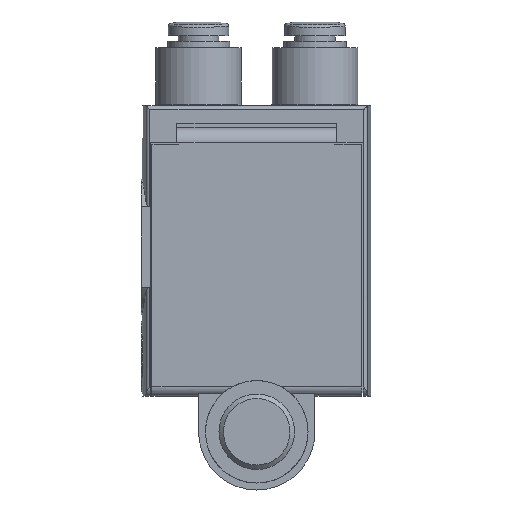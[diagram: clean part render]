
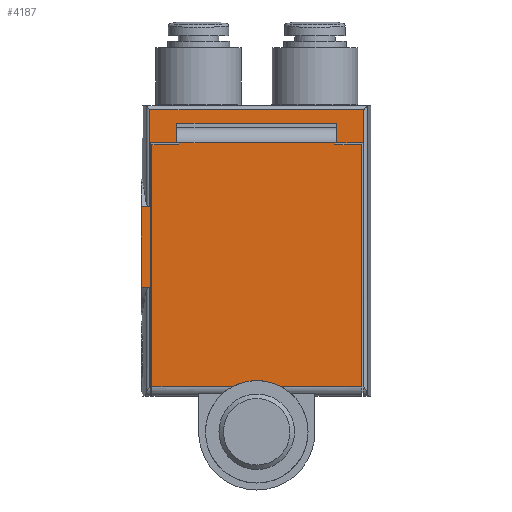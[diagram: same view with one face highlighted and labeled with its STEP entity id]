
A CAD part, front view. The second image highlights one B-rep face of the part: STEP entity #4187.
In plain terms, the highlighted planar face has unit normal (0, -1, 0).
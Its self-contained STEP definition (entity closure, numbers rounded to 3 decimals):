
#47=PLANE('',#4409);
#239=LINE('',#5605,#503);
#240=LINE('',#5613,#504);
#253=LINE('',#5664,#517);
#255=LINE('',#5678,#519);
#257=LINE('',#5696,#521);
#258=LINE('',#5698,#522);
#259=LINE('',#5700,#523);
#260=LINE('',#5702,#524);
#261=LINE('',#5704,#525);
#262=LINE('',#5705,#526);
#263=LINE('',#5707,#527);
#264=LINE('',#5709,#528);
#265=LINE('',#5711,#529);
#266=LINE('',#5713,#530);
#267=LINE('',#5715,#531);
#268=LINE('',#5717,#532);
#269=LINE('',#5718,#533);
#270=LINE('',#5720,#534);
#271=LINE('',#5722,#535);
#272=LINE('',#5724,#536);
#273=LINE('',#5726,#537);
#274=LINE('',#5727,#538);
#275=LINE('',#5730,#539);
#276=LINE('',#5732,#540);
#277=LINE('',#5734,#541);
#503=VECTOR('',#4731,1000.);
#504=VECTOR('',#4734,1000.);
#517=VECTOR('',#4771,1000.);
#519=VECTOR('',#4775,1000.);
#521=VECTOR('',#4783,1000.);
#522=VECTOR('',#4784,1000.);
#523=VECTOR('',#4785,1000.);
#524=VECTOR('',#4786,1000.);
#525=VECTOR('',#4787,1000.);
#526=VECTOR('',#4788,1000.);
#527=VECTOR('',#4789,1000.);
#528=VECTOR('',#4790,1000.);
#529=VECTOR('',#4791,1000.);
#530=VECTOR('',#4792,1000.);
#531=VECTOR('',#4793,1000.);
#532=VECTOR('',#4794,1000.);
#533=VECTOR('',#4795,1000.);
#534=VECTOR('',#4796,1000.);
#535=VECTOR('',#4797,1000.);
#536=VECTOR('',#4798,1000.);
#537=VECTOR('',#4799,1000.);
#538=VECTOR('',#4800,1000.);
#539=VECTOR('',#4801,1000.);
#540=VECTOR('',#4802,1000.);
#541=VECTOR('',#4803,1000.);
#844=ORIENTED_EDGE('',*,*,#1692,.F.);
#845=ORIENTED_EDGE('',*,*,#1659,.F.);
#846=ORIENTED_EDGE('',*,*,#1693,.F.);
#847=ORIENTED_EDGE('',*,*,#1694,.T.);
#848=ORIENTED_EDGE('',*,*,#1695,.T.);
#849=ORIENTED_EDGE('',*,*,#1696,.T.);
#850=ORIENTED_EDGE('',*,*,#1697,.T.);
#851=ORIENTED_EDGE('',*,*,#1687,.F.);
#852=ORIENTED_EDGE('',*,*,#1698,.F.);
#853=ORIENTED_EDGE('',*,*,#1699,.T.);
#854=ORIENTED_EDGE('',*,*,#1700,.T.);
#855=ORIENTED_EDGE('',*,*,#1701,.F.);
#856=ORIENTED_EDGE('',*,*,#1702,.T.);
#857=ORIENTED_EDGE('',*,*,#1703,.T.);
#858=ORIENTED_EDGE('',*,*,#1704,.T.);
#859=ORIENTED_EDGE('',*,*,#1683,.F.);
#860=ORIENTED_EDGE('',*,*,#1705,.F.);
#861=ORIENTED_EDGE('',*,*,#1706,.T.);
#862=ORIENTED_EDGE('',*,*,#1707,.T.);
#863=ORIENTED_EDGE('',*,*,#1708,.T.);
#864=ORIENTED_EDGE('',*,*,#1709,.T.);
#865=ORIENTED_EDGE('',*,*,#1661,.F.);
#866=ORIENTED_EDGE('',*,*,#1710,.F.);
#867=ORIENTED_EDGE('',*,*,#1711,.T.);
#868=ORIENTED_EDGE('',*,*,#1712,.T.);
#869=ORIENTED_EDGE('',*,*,#1713,.F.);
#1659=EDGE_CURVE('',#2083,#2079,#239,.T.);
#1661=EDGE_CURVE('',#2084,#2086,#240,.T.);
#1683=EDGE_CURVE('',#2102,#2104,#253,.T.);
#1687=EDGE_CURVE('',#2107,#2108,#255,.T.);
#1692=EDGE_CURVE('',#2079,#2084,#2353,.F.);
#1693=EDGE_CURVE('',#2112,#2083,#257,.T.);
#1694=EDGE_CURVE('',#2112,#2113,#258,.T.);
#1695=EDGE_CURVE('',#2113,#2114,#259,.T.);
#1696=EDGE_CURVE('',#2114,#2115,#260,.T.);
#1697=EDGE_CURVE('',#2115,#2108,#261,.T.);
#1698=EDGE_CURVE('',#2116,#2107,#262,.T.);
#1699=EDGE_CURVE('',#2116,#2117,#263,.T.);
#1700=EDGE_CURVE('',#2117,#2118,#264,.T.);
#1701=EDGE_CURVE('',#2119,#2118,#265,.T.);
#1702=EDGE_CURVE('',#2119,#2120,#266,.T.);
#1703=EDGE_CURVE('',#2120,#2121,#267,.T.);
#1704=EDGE_CURVE('',#2121,#2104,#268,.T.);
#1705=EDGE_CURVE('',#2122,#2102,#269,.T.);
#1706=EDGE_CURVE('',#2122,#2123,#270,.T.);
#1707=EDGE_CURVE('',#2123,#2124,#271,.T.);
#1708=EDGE_CURVE('',#2124,#2125,#272,.T.);
#1709=EDGE_CURVE('',#2125,#2086,#273,.T.);
#1710=EDGE_CURVE('',#2126,#2127,#274,.T.);
#1711=EDGE_CURVE('',#2126,#2128,#275,.T.);
#1712=EDGE_CURVE('',#2128,#2129,#276,.T.);
#1713=EDGE_CURVE('',#2127,#2129,#277,.T.);
#2079=VERTEX_POINT('',#5596);
#2083=VERTEX_POINT('',#5604);
#2084=VERTEX_POINT('',#5611);
#2086=VERTEX_POINT('',#5614);
#2102=VERTEX_POINT('',#5662);
#2104=VERTEX_POINT('',#5665);
#2107=VERTEX_POINT('',#5679);
#2108=VERTEX_POINT('',#5680);
#2112=VERTEX_POINT('',#5697);
#2113=VERTEX_POINT('',#5699);
#2114=VERTEX_POINT('',#5701);
#2115=VERTEX_POINT('',#5703);
#2116=VERTEX_POINT('',#5706);
#2117=VERTEX_POINT('',#5708);
#2118=VERTEX_POINT('',#5710);
#2119=VERTEX_POINT('',#5712);
#2120=VERTEX_POINT('',#5714);
#2121=VERTEX_POINT('',#5716);
#2122=VERTEX_POINT('',#5719);
#2123=VERTEX_POINT('',#5721);
#2124=VERTEX_POINT('',#5723);
#2125=VERTEX_POINT('',#5725);
#2126=VERTEX_POINT('',#5728);
#2127=VERTEX_POINT('',#5729);
#2128=VERTEX_POINT('',#5731);
#2129=VERTEX_POINT('',#5733);
#2353=CIRCLE('',#4410,6.605);
#2438=EDGE_LOOP('',(#844,#845,#846,#847,#848,#849,#850,#851,#852,#853,#854,
#855,#856,#857,#858,#859,#860,#861,#862,#863,#864,#865));
#2439=EDGE_LOOP('',(#866,#867,#868,#869));
#2659=FACE_BOUND('',#2438,.T.);
#2660=FACE_BOUND('',#2439,.T.);
#4187=ADVANCED_FACE('',(#2659,#2660),#47,.F.);
#4409=AXIS2_PLACEMENT_3D('',#5694,#4779,#4780);
#4410=AXIS2_PLACEMENT_3D('',#5695,#4781,#4782);
#4731=DIRECTION('',(-1.,0.,0.));
#4734=DIRECTION('',(-1.,0.,0.));
#4771=DIRECTION('',(-1.,0.,0.));
#4775=DIRECTION('',(-1.,0.,0.));
#4779=DIRECTION('',(0.,1.,0.));
#4780=DIRECTION('',(0.,0.,1.));
#4781=DIRECTION('',(0.,1.,0.));
#4782=DIRECTION('',(0.,0.,1.));
#4783=DIRECTION('',(0.,0.,-1.));
#4784=DIRECTION('',(-1.,0.,0.));
#4785=DIRECTION('',(0.,0.,1.));
#4786=DIRECTION('',(1.,0.,0.));
#4787=DIRECTION('',(0.,0.,-1.));
#4788=DIRECTION('',(0.,0.,-1.));
#4789=DIRECTION('',(-1.,0.,0.));
#4790=DIRECTION('',(0.,0.,-1.));
#4791=DIRECTION('',(1.,0.,0.));
#4792=DIRECTION('',(0.,0.,-1.));
#4793=DIRECTION('',(1.,0.,0.));
#4794=DIRECTION('',(0.,0.,-1.));
#4795=DIRECTION('',(0.,0.,-1.));
#4796=DIRECTION('',(1.,0.,0.));
#4797=DIRECTION('',(0.,0.,-1.));
#4798=DIRECTION('',(-1.,0.,0.));
#4799=DIRECTION('',(0.,0.,-1.));
#4800=DIRECTION('',(-1.,0.,0.));
#4801=DIRECTION('',(0.,0.,-1.));
#4802=DIRECTION('',(-1.,0.,0.));
#4803=DIRECTION('',(0.,0.,-1.));
#5596=CARTESIAN_POINT('',(3.16,-7.05,1.2));
#5604=CARTESIAN_POINT('',(13.5,-7.05,1.2));
#5605=CARTESIAN_POINT('',(14.9,-7.05,1.2));
#5611=CARTESIAN_POINT('',(-3.16,-7.05,1.2));
#5613=CARTESIAN_POINT('',(14.9,-7.05,1.2));
#5614=CARTESIAN_POINT('',(-13.5,-7.05,1.2));
#5662=CARTESIAN_POINT('',(-13.732,-7.05,1.2));
#5664=CARTESIAN_POINT('',(14.9,-7.05,1.2));
#5665=CARTESIAN_POINT('',(-13.765,-7.05,1.2));
#5678=CARTESIAN_POINT('',(14.9,-7.05,1.2));
#5679=CARTESIAN_POINT('',(13.765,-7.05,1.2));
#5680=CARTESIAN_POINT('',(13.732,-7.05,1.2));
#5694=CARTESIAN_POINT('',(-13.765,-7.05,37.4));
#5695=CARTESIAN_POINT('',(0.,-7.05,-4.6));
#5696=CARTESIAN_POINT('',(13.5,-7.05,37.4));
#5697=CARTESIAN_POINT('',(13.5,-7.05,32.4));
#5698=CARTESIAN_POINT('',(13.5,-7.05,32.4));
#5699=CARTESIAN_POINT('',(10.052,-7.05,32.4));
#5700=CARTESIAN_POINT('',(10.052,-7.05,32.4));
#5701=CARTESIAN_POINT('',(10.052,-7.05,32.632));
#5702=CARTESIAN_POINT('',(10.052,-7.05,32.632));
#5703=CARTESIAN_POINT('',(13.732,-7.05,32.632));
#5704=CARTESIAN_POINT('',(13.732,-7.05,32.632));
#5705=CARTESIAN_POINT('',(13.765,-7.05,37.4));
#5706=CARTESIAN_POINT('',(13.765,-7.05,36.9));
#5707=CARTESIAN_POINT('',(14.9,-7.05,36.9));
#5708=CARTESIAN_POINT('',(-13.765,-7.05,36.9));
#5709=CARTESIAN_POINT('',(-13.765,-7.05,37.4));
#5710=CARTESIAN_POINT('',(-13.765,-7.05,24.385));
#5711=CARTESIAN_POINT('',(-14.9,-7.05,24.385));
#5712=CARTESIAN_POINT('',(-14.9,-7.05,24.385));
#5713=CARTESIAN_POINT('',(-14.9,-7.05,24.385));
#5714=CARTESIAN_POINT('',(-14.9,-7.05,14.02));
#5715=CARTESIAN_POINT('',(-14.9,-7.05,14.02));
#5716=CARTESIAN_POINT('',(-13.765,-7.05,14.02));
#5717=CARTESIAN_POINT('',(-13.765,-7.05,37.4));
#5718=CARTESIAN_POINT('',(-13.732,-7.05,37.4));
#5719=CARTESIAN_POINT('',(-13.732,-7.05,32.632));
#5720=CARTESIAN_POINT('',(-13.732,-7.05,32.632));
#5721=CARTESIAN_POINT('',(-10.052,-7.05,32.632));
#5722=CARTESIAN_POINT('',(-10.052,-7.05,32.632));
#5723=CARTESIAN_POINT('',(-10.052,-7.05,32.4));
#5724=CARTESIAN_POINT('',(-10.052,-7.05,32.4));
#5725=CARTESIAN_POINT('',(-13.5,-7.05,32.4));
#5726=CARTESIAN_POINT('',(-13.5,-7.05,32.4));
#5727=CARTESIAN_POINT('',(10.284,-7.05,35.15));
#5728=CARTESIAN_POINT('',(10.284,-7.05,35.15));
#5729=CARTESIAN_POINT('',(-10.284,-7.05,35.15));
#5730=CARTESIAN_POINT('',(10.284,-7.05,37.4));
#5731=CARTESIAN_POINT('',(10.284,-7.05,32.65));
#5732=CARTESIAN_POINT('',(10.284,-7.05,32.65));
#5733=CARTESIAN_POINT('',(-10.284,-7.05,32.65));
#5734=CARTESIAN_POINT('',(-10.284,-7.05,37.4));
